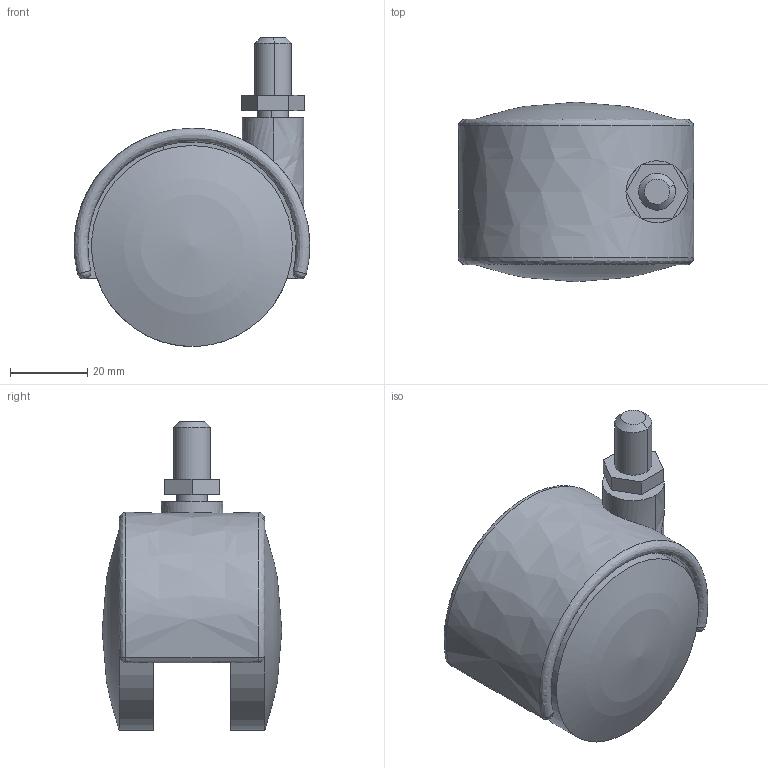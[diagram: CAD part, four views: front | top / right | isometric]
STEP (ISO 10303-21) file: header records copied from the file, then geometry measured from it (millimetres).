
FILE_DESCRIPTION((''),'2;1');
FILE_NAME('','2005-12-16T13:23:55',(''),(''),'','CADfix','');
FILE_SCHEMA(('AUTOMOTIVE_DESIGN'));
Length unit declared in the file: millimetre
Products named in the file (4): wheel; main shaft; body; TK50N3_4741_36
Assembly tree (4 placements, depth 2):
  TK50N3_4741_36
    wheel  x2
    main shaft
    body
Bounding box: 60.98 x 46.5 x 80 mm (x, y, z)
Volume: 69803.1 mm3; surface area: 28423.5 mm2
Topology: 4 solids, 4 shells, 74 faces, 211 edges, 157 vertices
Faces by surface type: bspline 74
Entity records: 2568 total; most frequent: CARTESIAN_POINT 1523, ORIENTED_EDGE 342, EDGE_CURVE 171, VERTEX_POINT 125, EDGE_LOOP 70, QUASI_UNIFORM_CURVE 62, FACE_OUTER_BOUND 61, ADVANCED_FACE 61
